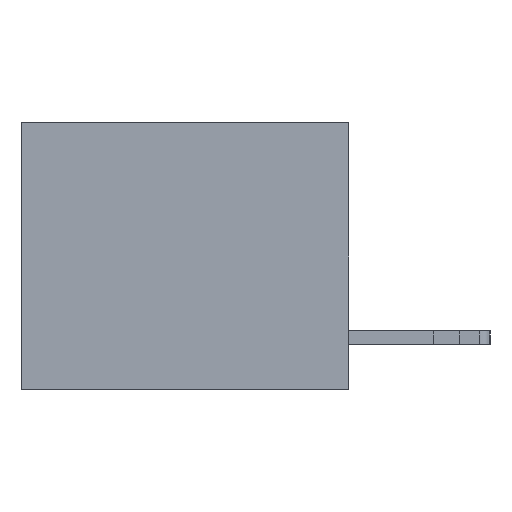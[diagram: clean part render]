
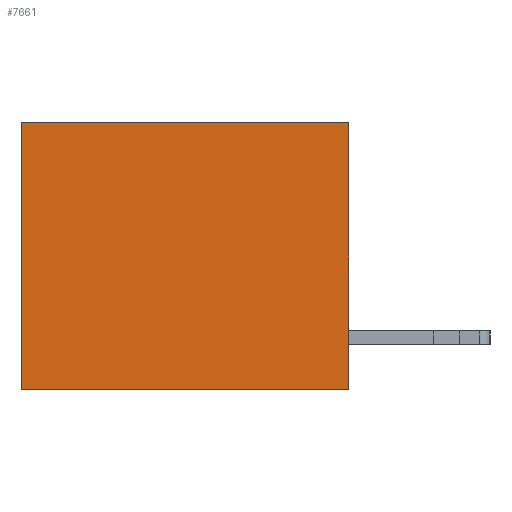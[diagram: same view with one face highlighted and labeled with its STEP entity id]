
A CAD part, left-side view. The second image highlights one B-rep face of the part: STEP entity #7661.
In plain terms, the highlighted planar face has unit normal (-1, 0, 0).
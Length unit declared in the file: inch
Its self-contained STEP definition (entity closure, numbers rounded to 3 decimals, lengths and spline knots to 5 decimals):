
#884 = CARTESIAN_POINT ( 'NONE',  ( 0.3165, 0., -0.49 ) ) ;
#3468 = EDGE_CURVE ( 'NONE', #16518, #7850, #21983, .T. ) ;
#4546 = DIRECTION ( 'NONE',  ( 0., 0., -1. ) ) ;
#4608 = AXIS2_PLACEMENT_3D ( 'NONE', #5205, #13647, #5115 ) ;
#5115 = DIRECTION ( 'NONE',  ( 0., 0., -1. ) ) ;
#5157 = DIRECTION ( 'NONE',  ( 0., 1., 0. ) ) ;
#5205 = CARTESIAN_POINT ( 'NONE',  ( 0.3165, 0., -0.49 ) ) ;
#5533 = DIRECTION ( 'NONE',  ( 0., 1., 0. ) ) ;
#5844 = ORIENTED_EDGE ( 'NONE', *, *, #15761, .T. ) ;
#6584 = DIRECTION ( 'NONE',  ( 0., 0., -1. ) ) ;
#6770 = ORIENTED_EDGE ( 'NONE', *, *, #3468, .F. ) ;
#7571 = VECTOR ( 'NONE', #5533, 39.37008 ) ;
#7661 = ADVANCED_FACE ( 'NONE', ( #14658 ), #19559, .F. ) ;
#7850 = VERTEX_POINT ( 'NONE', #9046 ) ;
#8958 = CARTESIAN_POINT ( 'NONE',  ( 0.3165, 0., -0.49 ) ) ;
#9046 = CARTESIAN_POINT ( 'NONE',  ( 0.3165, 0.6, -0.49 ) ) ;
#10128 = VERTEX_POINT ( 'NONE', #16950 ) ;
#10586 = LINE ( 'NONE', #25137, #7571 ) ;
#13251 = CARTESIAN_POINT ( 'NONE',  ( 0.3165, 0., 0. ) ) ;
#13647 = DIRECTION ( 'NONE',  ( 1., 0., 0. ) ) ;
#14658 = FACE_OUTER_BOUND ( 'NONE', #15302, .T. ) ;
#15302 = EDGE_LOOP ( 'NONE', ( #5844, #6770, #20743, #20541 ) ) ;
#15761 = EDGE_CURVE ( 'NONE', #10128, #7850, #16755, .T. ) ;
#16518 = VERTEX_POINT ( 'NONE', #8958 ) ;
#16755 = LINE ( 'NONE', #25877, #21800 ) ;
#16950 = CARTESIAN_POINT ( 'NONE',  ( 0.3165, 0.6, 0. ) ) ;
#19559 = PLANE ( 'NONE',  #4608 ) ;
#20541 = ORIENTED_EDGE ( 'NONE', *, *, #23839, .T. ) ;
#20743 = ORIENTED_EDGE ( 'NONE', *, *, #22984, .F. ) ;
#21800 = VECTOR ( 'NONE', #6584, 39.37008 ) ;
#21983 = LINE ( 'NONE', #884, #25658 ) ;
#22076 = VERTEX_POINT ( 'NONE', #13251 ) ;
#22984 = EDGE_CURVE ( 'NONE', #22076, #16518, #24737, .T. ) ;
#23769 = CARTESIAN_POINT ( 'NONE',  ( 0.3165, 0., -0.49 ) ) ;
#23839 = EDGE_CURVE ( 'NONE', #22076, #10128, #10586, .T. ) ;
#24737 = LINE ( 'NONE', #23769, #27744 ) ;
#25137 = CARTESIAN_POINT ( 'NONE',  ( 0.3165, 0., 0. ) ) ;
#25658 = VECTOR ( 'NONE', #5157, 39.37008 ) ;
#25877 = CARTESIAN_POINT ( 'NONE',  ( 0.3165, 0.6, -0.49 ) ) ;
#27744 = VECTOR ( 'NONE', #4546, 39.37008 ) ;
